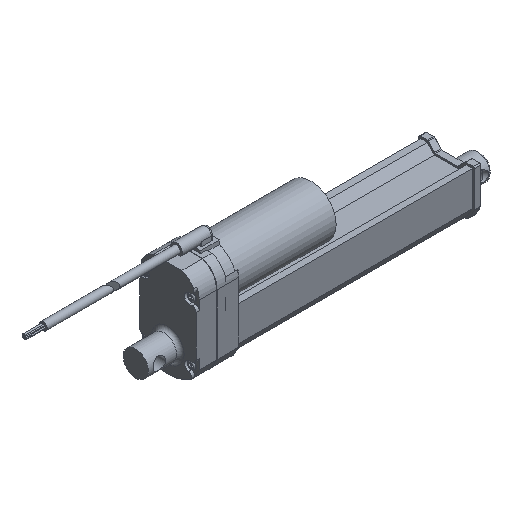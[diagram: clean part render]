
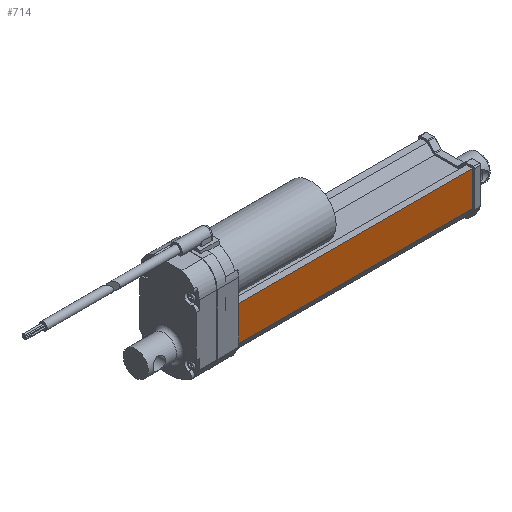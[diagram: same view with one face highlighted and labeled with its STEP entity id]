
A CAD part, isometric view. The second image highlights one B-rep face of the part: STEP entity #714.
In plain terms, the highlighted planar face has unit normal (0, -1, 0).
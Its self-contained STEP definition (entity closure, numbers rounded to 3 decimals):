
#714 = ADVANCED_FACE( '', ( #1584 ), #1585, .T. );
#1584 = FACE_OUTER_BOUND( '', #2608, .T. );
#1585 = PLANE( '', #2609 );
#2608 = EDGE_LOOP( '', ( #4843, #4844, #4845, #4846 ) );
#2609 = AXIS2_PLACEMENT_3D( '', #4847, #4848, #4849 );
#4843 = ORIENTED_EDGE( '', *, *, #6587, .F. );
#4844 = ORIENTED_EDGE( '', *, *, #6866, .F. );
#4845 = ORIENTED_EDGE( '', *, *, #6464, .T. );
#4846 = ORIENTED_EDGE( '', *, *, #6597, .T. );
#4847 = CARTESIAN_POINT( '', ( 205., -20.5, -23.567 ) );
#4848 = DIRECTION( '', ( 0., -1., 0. ) );
#4849 = DIRECTION( '', ( 0., 0., -1. ) );
#6464 = EDGE_CURVE( '', #7797, #7798, #7799, .T. );
#6587 = EDGE_CURVE( '', #8001, #8003, #8004, .T. );
#6597 = EDGE_CURVE( '', #7798, #8003, #8020, .T. );
#6866 = EDGE_CURVE( '', #7797, #8001, #8402, .T. );
#7797 = VERTEX_POINT( '', #9651 );
#7798 = VERTEX_POINT( '', #9652 );
#7799 = LINE( '', #9653, #9654 );
#8001 = VERTEX_POINT( '', #10070 );
#8003 = VERTEX_POINT( '', #10073 );
#8004 = LINE( '', #10074, #10075 );
#8020 = LINE( '', #10098, #10099 );
#8402 = LINE( '', #10817, #10818 );
#9651 = CARTESIAN_POINT( '', ( 205., -20.5, -23.567 ) );
#9652 = CARTESIAN_POINT( '', ( 205., -20.5, 4.103 ) );
#9653 = CARTESIAN_POINT( '', ( 205., -20.5, -23.567 ) );
#9654 = VECTOR( '', #11776, 1000. );
#10070 = CARTESIAN_POINT( '', ( 17., -20.5, -23.567 ) );
#10073 = CARTESIAN_POINT( '', ( 17., -20.5, 4.103 ) );
#10074 = CARTESIAN_POINT( '', ( 17., -20.5, -23.567 ) );
#10075 = VECTOR( '', #11953, 1000. );
#10098 = CARTESIAN_POINT( '', ( 205., -20.5, 4.103 ) );
#10099 = VECTOR( '', #11961, 1000. );
#10817 = CARTESIAN_POINT( '', ( 205., -20.5, -23.567 ) );
#10818 = VECTOR( '', #12213, 1000. );
#11776 = DIRECTION( '', ( 0., 0., 1. ) );
#11953 = DIRECTION( '', ( 0., 0., 1. ) );
#11961 = DIRECTION( '', ( -1., 0., 0. ) );
#12213 = DIRECTION( '', ( -1., 0., 0. ) );
